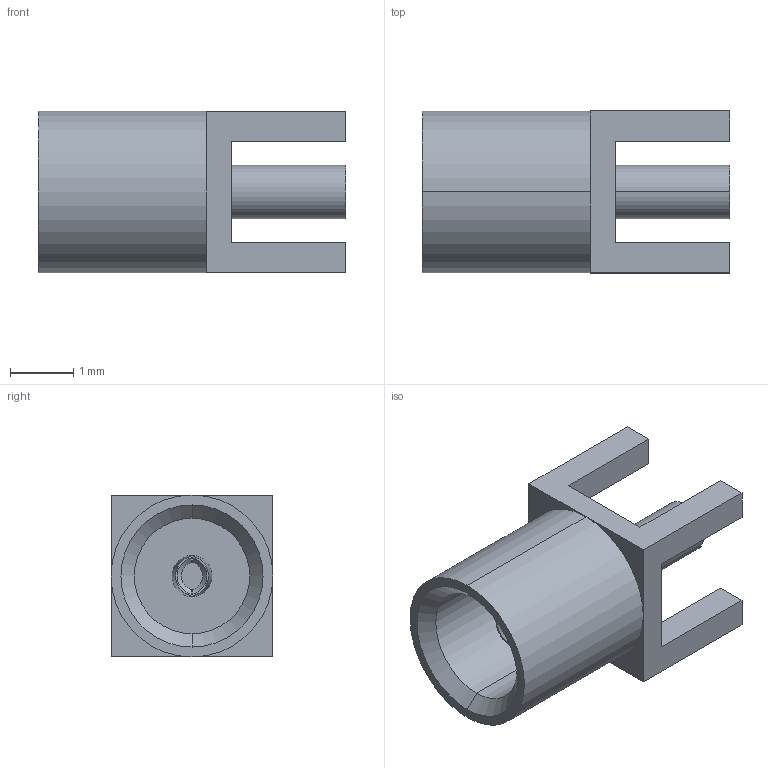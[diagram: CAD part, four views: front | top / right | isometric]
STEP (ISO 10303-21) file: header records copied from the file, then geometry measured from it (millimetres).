
FILE_DESCRIPTION((''),'2;1');
FILE_NAME('734130050','2018-01-11T',('ghp'),(''),'PRO/ENGINEER BY PARAMETRIC TECHNOLOGY CORPORATION, 2012310','PRO/ENGINEER BY PARAMETRIC TECHNOLOGY CORPORATION, 2012310','');
FILE_SCHEMA(('CONFIG_CONTROL_DESIGN'));
Length unit declared in the file: millimetre
Products named in the file (1): 734130050
Bounding box: 4.85 x 2.55 x 2.55 mm (x, y, z)
Volume: 13 mm3; surface area: 73.6 mm2
Topology: 1 solids, 1 shells, 48 faces, 130 edges, 88 vertices
Faces by surface type: plane 30, cylinder 12, cone 6
Entity records: 1601 total; most frequent: CARTESIAN_POINT 330, DIRECTION 258, ORIENTED_EDGE 240, EDGE_CURVE 120, AXIS2_PLACEMENT_3D 89, VECTOR 80, LINE 80, VERTEX_POINT 78
